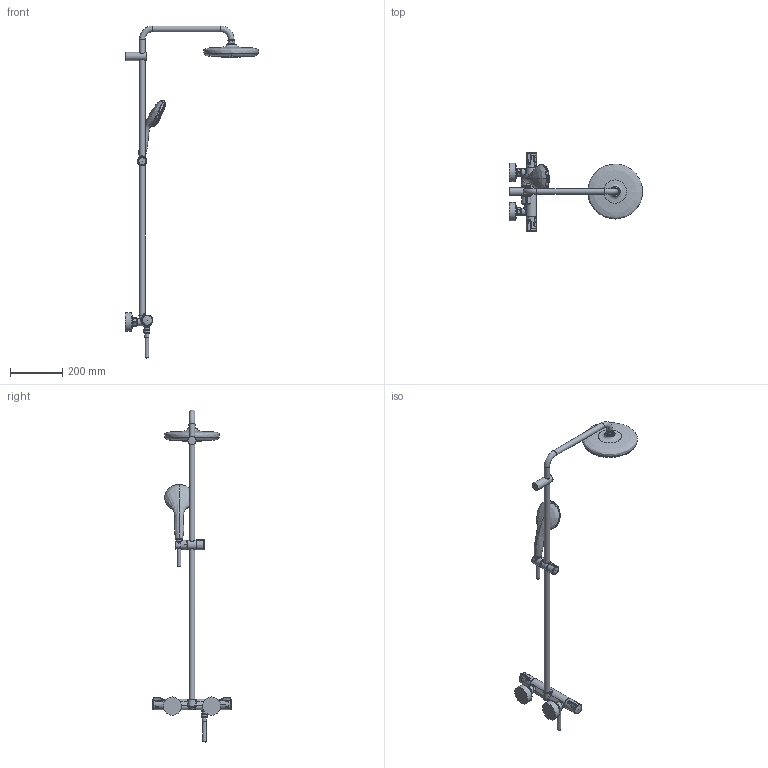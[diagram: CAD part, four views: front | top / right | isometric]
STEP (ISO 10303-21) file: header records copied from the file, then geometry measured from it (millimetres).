
FILE_DESCRIPTION(/* description */ ('Unknown'),/* implementation_level */ '2;1');
FILE_NAME(/* name */ '26699001',/* time_stamp */ '2023-04-24T13:38:10+02:00',/* author */ ('Unknown'),/* organization */ ('GROHE AG'),/* preprocessor_version */ 'ST-DEVELOPER v16.7',/* originating_system */ 'DEX',/* authorisation */ $);
FILE_SCHEMA (('AUTOMOTIVE_DESIGN {1 0 10303 214 3 1 1}'));
Products named in the file (5): 26699001; 26699001_0; id79; plane
Assembly tree (4 placements, depth 2):
  26699001
    26699001
    26699001_0
    id79
    plane
Bounding box: 508.77 x 303.79 x 1269.2 mm (x, y, z)
Volume: 194563.5 mm3; surface area: 375033.9 mm2
Topology: 2 solids, 319 shells, 1356 faces, 6490 edges, 5235 vertices
Faces by surface type: bspline 645, cylinder 267, plane 200, torus 124, cone 103, sphere 17
Full cylindrical faces by diameter (mm): 2.8 x80, 3.7 x3, 4 x56, 4.1 x1, 10.8 x2, 13.8 x2, 14.7 x2, 18 x1, 18.3 x1, 18.5 x1, 19 x2, 19.9 x1, 20 x2, 20.955 x1, 22 x3, 22.6 x1, 23 x1, 26.44 x2, 27 x2, 31.3 x1, 33.4 x2, 36 x2, 37.4 x1, 70 x2, 98.8 x1, 100.004 x1
Entity records: 106090 total; most frequent: CARTESIAN_POINT 65450, ORIENTED_EDGE 7852, EDGE_CURVE 5500, VERTEX_POINT 4779, B_SPLINE_CURVE_WITH_KNOTS 4572, DIRECTION 3109, FACE_BOUND 2333, EDGE_LOOP 2331
